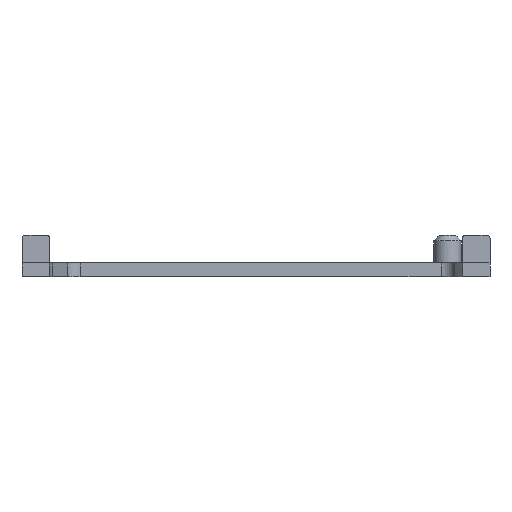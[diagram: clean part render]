
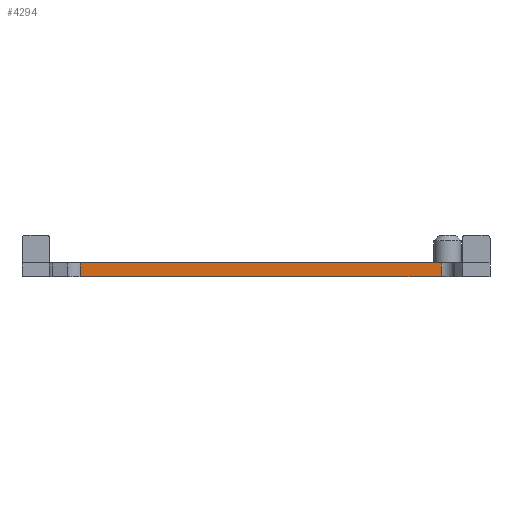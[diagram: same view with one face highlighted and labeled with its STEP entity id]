
A CAD part, front view. The second image highlights one B-rep face of the part: STEP entity #4294.
In plain terms, the highlighted planar face has unit normal (0, -1, 0).
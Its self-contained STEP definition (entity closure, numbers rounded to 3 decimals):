
#126 = PLANE('',#127);
#127 = AXIS2_PLACEMENT_3D('',#128,#129,#130);
#128 = CARTESIAN_POINT('',(-1.042,-2.966,5.));
#129 = DIRECTION('',(0.,0.,1.));
#130 = DIRECTION('',(1.,0.,0.));
#521 = VERTEX_POINT('',#522);
#522 = CARTESIAN_POINT('',(-65.75,-26.3,5.));
#537 = CYLINDRICAL_SURFACE('',#538,5.);
#538 = AXIS2_PLACEMENT_3D('',#539,#540,#541);
#539 = CARTESIAN_POINT('',(-65.75,-31.3,0.));
#540 = DIRECTION('',(-0.,-0.,-1.));
#541 = DIRECTION('',(1.,0.,0.));
#549 = EDGE_CURVE('',#521,#550,#552,.T.);
#550 = VERTEX_POINT('',#551);
#551 = CARTESIAN_POINT('',(65.75,-26.3,5.));
#552 = SURFACE_CURVE('',#553,(#557,#564),.PCURVE_S1.);
#553 = LINE('',#554,#555);
#554 = CARTESIAN_POINT('',(-65.75,-26.3,5.));
#555 = VECTOR('',#556,1.);
#556 = DIRECTION('',(1.,0.,0.));
#557 = PCURVE('',#126,#558);
#558 = DEFINITIONAL_REPRESENTATION('',(#559),#563);
#559 = LINE('',#560,#561);
#560 = CARTESIAN_POINT('',(-64.708,-23.334));
#561 = VECTOR('',#562,1.);
#562 = DIRECTION('',(1.,0.));
#563 = ( GEOMETRIC_REPRESENTATION_CONTEXT(2) 
PARAMETRIC_REPRESENTATION_CONTEXT() REPRESENTATION_CONTEXT('2D SPACE',''
  ) );
#564 = PCURVE('',#565,#570);
#565 = PLANE('',#566);
#566 = AXIS2_PLACEMENT_3D('',#567,#568,#569);
#567 = CARTESIAN_POINT('',(-65.75,-26.3,0.));
#568 = DIRECTION('',(0.,1.,0.));
#569 = DIRECTION('',(1.,0.,0.));
#570 = DEFINITIONAL_REPRESENTATION('',(#571),#575);
#571 = LINE('',#572,#573);
#572 = CARTESIAN_POINT('',(0.,-5.));
#573 = VECTOR('',#574,1.);
#574 = DIRECTION('',(1.,0.));
#575 = ( GEOMETRIC_REPRESENTATION_CONTEXT(2) 
PARAMETRIC_REPRESENTATION_CONTEXT() REPRESENTATION_CONTEXT('2D SPACE',''
  ) );
#594 = CYLINDRICAL_SURFACE('',#595,5.);
#595 = AXIS2_PLACEMENT_3D('',#596,#597,#598);
#596 = CARTESIAN_POINT('',(65.75,-31.3,0.));
#597 = DIRECTION('',(-0.,-0.,-1.));
#598 = DIRECTION('',(1.,0.,0.));
#3354 = PLANE('',#3355);
#3355 = AXIS2_PLACEMENT_3D('',#3356,#3357,#3358);
#3356 = CARTESIAN_POINT('',(-1.042,-2.966,0.));
#3357 = DIRECTION('',(0.,0.,1.));
#3358 = DIRECTION('',(1.,0.,0.));
#4148 = EDGE_CURVE('',#4149,#521,#4151,.T.);
#4149 = VERTEX_POINT('',#4150);
#4150 = CARTESIAN_POINT('',(-65.75,-26.3,0.));
#4151 = SURFACE_CURVE('',#4152,(#4156,#4163),.PCURVE_S1.);
#4152 = LINE('',#4153,#4154);
#4153 = CARTESIAN_POINT('',(-65.75,-26.3,0.));
#4154 = VECTOR('',#4155,1.);
#4155 = DIRECTION('',(0.,0.,1.));
#4156 = PCURVE('',#537,#4157);
#4157 = DEFINITIONAL_REPRESENTATION('',(#4158),#4162);
#4158 = LINE('',#4159,#4160);
#4159 = CARTESIAN_POINT('',(-1.571,0.));
#4160 = VECTOR('',#4161,1.);
#4161 = DIRECTION('',(-0.,-1.));
#4162 = ( GEOMETRIC_REPRESENTATION_CONTEXT(2) 
PARAMETRIC_REPRESENTATION_CONTEXT() REPRESENTATION_CONTEXT('2D SPACE',''
  ) );
#4163 = PCURVE('',#565,#4164);
#4164 = DEFINITIONAL_REPRESENTATION('',(#4165),#4169);
#4165 = LINE('',#4166,#4167);
#4166 = CARTESIAN_POINT('',(0.,0.));
#4167 = VECTOR('',#4168,1.);
#4168 = DIRECTION('',(0.,-1.));
#4169 = ( GEOMETRIC_REPRESENTATION_CONTEXT(2) 
PARAMETRIC_REPRESENTATION_CONTEXT() REPRESENTATION_CONTEXT('2D SPACE',''
  ) );
#4294 = ADVANCED_FACE('',(#4295),#565,.F.);
#4295 = FACE_BOUND('',#4296,.F.);
#4296 = EDGE_LOOP('',(#4297,#4298,#4299,#4322));
#4297 = ORIENTED_EDGE('',*,*,#4148,.T.);
#4298 = ORIENTED_EDGE('',*,*,#549,.T.);
#4299 = ORIENTED_EDGE('',*,*,#4300,.F.);
#4300 = EDGE_CURVE('',#4301,#550,#4303,.T.);
#4301 = VERTEX_POINT('',#4302);
#4302 = CARTESIAN_POINT('',(65.75,-26.3,0.));
#4303 = SURFACE_CURVE('',#4304,(#4308,#4315),.PCURVE_S1.);
#4304 = LINE('',#4305,#4306);
#4305 = CARTESIAN_POINT('',(65.75,-26.3,0.));
#4306 = VECTOR('',#4307,1.);
#4307 = DIRECTION('',(0.,0.,1.));
#4308 = PCURVE('',#565,#4309);
#4309 = DEFINITIONAL_REPRESENTATION('',(#4310),#4314);
#4310 = LINE('',#4311,#4312);
#4311 = CARTESIAN_POINT('',(131.5,0.));
#4312 = VECTOR('',#4313,1.);
#4313 = DIRECTION('',(0.,-1.));
#4314 = ( GEOMETRIC_REPRESENTATION_CONTEXT(2) 
PARAMETRIC_REPRESENTATION_CONTEXT() REPRESENTATION_CONTEXT('2D SPACE',''
  ) );
#4315 = PCURVE('',#594,#4316);
#4316 = DEFINITIONAL_REPRESENTATION('',(#4317),#4321);
#4317 = LINE('',#4318,#4319);
#4318 = CARTESIAN_POINT('',(-1.571,0.));
#4319 = VECTOR('',#4320,1.);
#4320 = DIRECTION('',(-0.,-1.));
#4321 = ( GEOMETRIC_REPRESENTATION_CONTEXT(2) 
PARAMETRIC_REPRESENTATION_CONTEXT() REPRESENTATION_CONTEXT('2D SPACE',''
  ) );
#4322 = ORIENTED_EDGE('',*,*,#4323,.F.);
#4323 = EDGE_CURVE('',#4149,#4301,#4324,.T.);
#4324 = SURFACE_CURVE('',#4325,(#4329,#4336),.PCURVE_S1.);
#4325 = LINE('',#4326,#4327);
#4326 = CARTESIAN_POINT('',(-65.75,-26.3,0.));
#4327 = VECTOR('',#4328,1.);
#4328 = DIRECTION('',(1.,0.,0.));
#4329 = PCURVE('',#565,#4330);
#4330 = DEFINITIONAL_REPRESENTATION('',(#4331),#4335);
#4331 = LINE('',#4332,#4333);
#4332 = CARTESIAN_POINT('',(0.,0.));
#4333 = VECTOR('',#4334,1.);
#4334 = DIRECTION('',(1.,0.));
#4335 = ( GEOMETRIC_REPRESENTATION_CONTEXT(2) 
PARAMETRIC_REPRESENTATION_CONTEXT() REPRESENTATION_CONTEXT('2D SPACE',''
  ) );
#4336 = PCURVE('',#3354,#4337);
#4337 = DEFINITIONAL_REPRESENTATION('',(#4338),#4342);
#4338 = LINE('',#4339,#4340);
#4339 = CARTESIAN_POINT('',(-64.708,-23.334));
#4340 = VECTOR('',#4341,1.);
#4341 = DIRECTION('',(1.,0.));
#4342 = ( GEOMETRIC_REPRESENTATION_CONTEXT(2) 
PARAMETRIC_REPRESENTATION_CONTEXT() REPRESENTATION_CONTEXT('2D SPACE',''
  ) );
